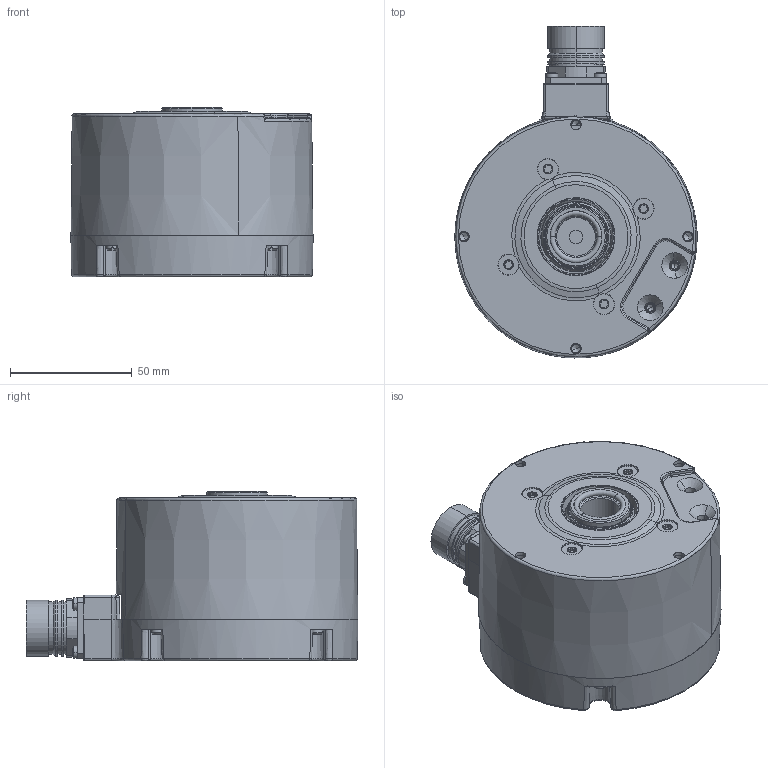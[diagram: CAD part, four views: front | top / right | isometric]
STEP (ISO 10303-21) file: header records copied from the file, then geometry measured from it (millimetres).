
FILE_DESCRIPTION((''),'2;1');
FILE_NAME('727678-011','2013-08-12T',('se2562'),(''),'PRO/ENGINEER BY PARAMETRIC TECHNOLOGY CORPORATION, 2011410','PRO/ENGINEER BY PARAMETRIC TECHNOLOGY CORPORATION, 2011410','');
FILE_SCHEMA(('CONFIG_CONTROL_DESIGN'));
Length unit declared in the file: millimetre
Products named in the file (1): 727678-011
Bounding box: 99.5 x 136.34 x 69.8 mm (x, y, z)
Volume: 274447.1 mm3; surface area: 106839.7 mm2
Topology: 23 solids, 33 shells, 1221 faces, 3015 edges, 1817 vertices
Faces by surface type: cylinder 423, plane 264, cone 232, torus 122, bspline 93, sphere 87
Entity records: 44516 total; most frequent: CARTESIAN_POINT 16506, DIRECTION 6014, ORIENTED_EDGE 5786, EDGE_CURVE 2893, AXIS2_PLACEMENT_3D 2542, VERTEX_POINT 1817, CIRCLE 1414, EDGE_LOOP 1338
